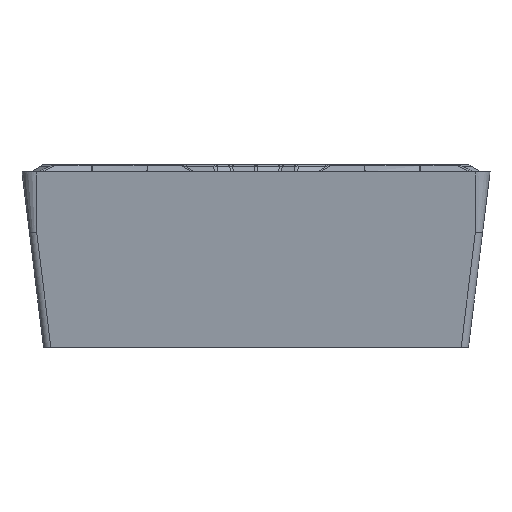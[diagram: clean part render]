
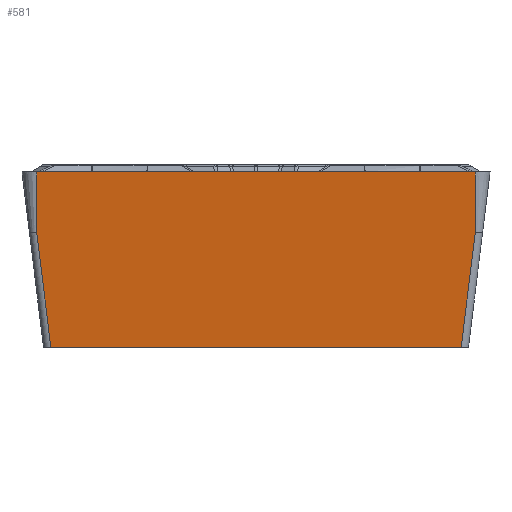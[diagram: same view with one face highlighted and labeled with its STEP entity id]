
A CAD part, front view. The second image highlights one B-rep face of the part: STEP entity #581.
In plain terms, the highlighted planar face has unit normal (0, -0.993, -0.122).
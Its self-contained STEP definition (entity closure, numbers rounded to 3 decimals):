
#285=PLANE('',#4167);
#331=FACE_OUTER_BOUND('',#1013,.T.);
#581=ADVANCED_FACE('',(#331),#285,.T.);
#1013=EDGE_LOOP('',(#1775,#1776,#1777,#1778,#1779,#1780));
#1306=LINE('',#6019,#1473);
#1320=LINE('',#6173,#1487);
#1321=LINE('',#6201,#1488);
#1322=LINE('',#6203,#1489);
#1323=LINE('',#6205,#1490);
#1324=LINE('',#6207,#1491);
#1473=VECTOR('',#4501,1.);
#1487=VECTOR('',#4527,1.);
#1488=VECTOR('',#4530,1.);
#1489=VECTOR('',#4531,1.);
#1490=VECTOR('',#4532,1.);
#1491=VECTOR('',#4533,1.);
#1775=ORIENTED_EDGE('',*,*,#3402,.F.);
#1776=ORIENTED_EDGE('',*,*,#3403,.T.);
#1777=ORIENTED_EDGE('',*,*,#3404,.T.);
#1778=ORIENTED_EDGE('',*,*,#3405,.F.);
#1779=ORIENTED_EDGE('',*,*,#3400,.T.);
#1780=ORIENTED_EDGE('',*,*,#3371,.T.);
#2988=VERTEX_POINT('',#6018);
#2989=VERTEX_POINT('',#6020);
#3013=VERTEX_POINT('',#6174);
#3014=VERTEX_POINT('',#6202);
#3015=VERTEX_POINT('',#6204);
#3016=VERTEX_POINT('',#6206);
#3371=EDGE_CURVE('',#2989,#2988,#1306,.T.);
#3400=EDGE_CURVE('',#3013,#2989,#1320,.T.);
#3402=EDGE_CURVE('',#3014,#2988,#1321,.T.);
#3403=EDGE_CURVE('',#3014,#3015,#1322,.T.);
#3404=EDGE_CURVE('',#3015,#3016,#1323,.T.);
#3405=EDGE_CURVE('',#3013,#3016,#1324,.T.);
#4167=AXIS2_PLACEMENT_3D('',#6208,#4534,#4535);
#4501=DIRECTION('',(-1.,0.,0.));
#4527=DIRECTION('',(0.,-0.122,0.993));
#4530=DIRECTION('',(0.,-0.122,0.993));
#4531=DIRECTION('',(0.121,0.121,-0.985));
#4532=DIRECTION('',(1.,0.,0.));
#4533=DIRECTION('',(-0.121,0.121,-0.985));
#4534=DIRECTION('',(0.,-0.993,-0.122));
#4535=DIRECTION('',(0.,-0.122,0.993));
#6018=CARTESIAN_POINT('',(-5.95,-6.35,0.));
#6019=CARTESIAN_POINT('',(0.,-6.35,0.));
#6020=CARTESIAN_POINT('',(5.95,-6.35,0.));
#6173=CARTESIAN_POINT('',(5.95,-6.35,0.));
#6174=CARTESIAN_POINT('',(5.95,-6.149,-1.641));
#6201=CARTESIAN_POINT('',(-5.95,-6.35,0.));
#6202=CARTESIAN_POINT('',(-5.95,-6.149,-1.641));
#6203=CARTESIAN_POINT('',(-5.974,-6.173,-1.442));
#6204=CARTESIAN_POINT('',(-5.567,-5.766,-4.76));
#6205=CARTESIAN_POINT('',(-5.95,-5.766,-4.76));
#6206=CARTESIAN_POINT('',(5.567,-5.766,-4.76));
#6207=CARTESIAN_POINT('',(5.974,-6.173,-1.442));
#6208=CARTESIAN_POINT('',(-5.95,-6.35,0.));
